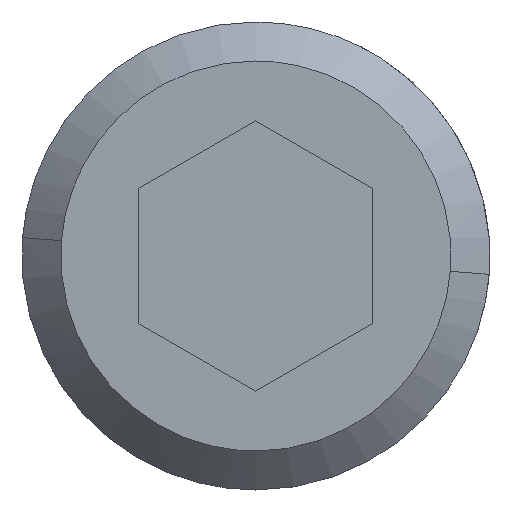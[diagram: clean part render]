
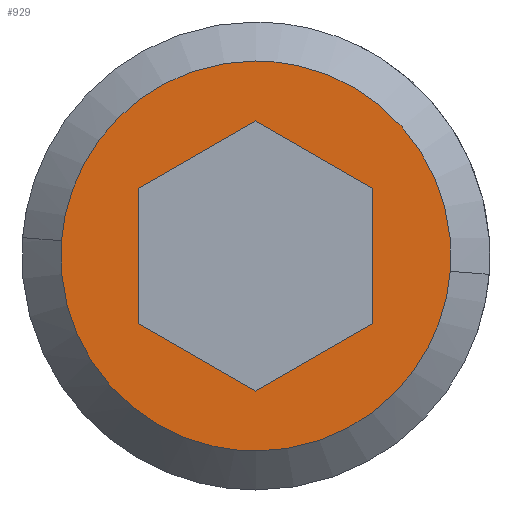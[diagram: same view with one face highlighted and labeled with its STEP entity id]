
A CAD part, front view. The second image highlights one B-rep face of the part: STEP entity #929.
In plain terms, the highlighted free-form (B-spline) face has degree [1, 1] with [2, 2] control points.
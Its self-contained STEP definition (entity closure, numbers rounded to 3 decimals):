
#265=CARTESIAN_POINT('',(2.492,-15.55,-0.196));
#266=VERTEX_POINT('',#265);
#272=CARTESIAN_POINT('',(0.0,-15.55,-2.5));
#273=VERTEX_POINT('',#272);
#274=CARTESIAN_POINT('',(0.0,-15.55,-2.5));
#275=CARTESIAN_POINT('',(2.311,-15.55,-2.5));
#276=CARTESIAN_POINT('',(2.492,-15.55,-0.196));
#284=(BOUNDED_CURVE()B_SPLINE_CURVE(2,(#274,#275,#276),.UNSPECIFIED.,.F.,.U.)B_SPLINE_CURVE_WITH_KNOTS((3,3),(0.0,0.236),.UNSPECIFIED.)CURVE()GEOMETRIC_REPRESENTATION_ITEM()RATIONAL_B_SPLINE_CURVE((1.0,0.723,0.97))REPRESENTATION_ITEM(''));
#285=EDGE_CURVE('',#273,#266,#284,.T.);
#287=CARTESIAN_POINT('',(-2.492,-15.55,0.196));
#288=VERTEX_POINT('',#287);
#289=CARTESIAN_POINT('',(-2.492,-15.55,0.196));
#290=CARTESIAN_POINT('',(-2.5,-15.55,0.098));
#291=CARTESIAN_POINT('',(-2.5,-15.55,0.));
#292=CARTESIAN_POINT('',(-2.5,-15.55,-2.5));
#293=CARTESIAN_POINT('',(0.0,-15.55,-2.5));
#301=(BOUNDED_CURVE()B_SPLINE_CURVE(2,(#289,#290,#291,#292,#293),.UNSPECIFIED.,.F.,.U.)B_SPLINE_CURVE_WITH_KNOTS((3,2,3),(0.736,0.75,1.0),.UNSPECIFIED.)CURVE()GEOMETRIC_REPRESENTATION_ITEM()RATIONAL_B_SPLINE_CURVE((0.97,0.984,1.0,0.707,1.0))REPRESENTATION_ITEM(''));
#302=EDGE_CURVE('',#288,#273,#301,.T.);
#408=CARTESIAN_POINT('',(0.0,-15.55,2.5));
#409=VERTEX_POINT('',#408);
#410=CARTESIAN_POINT('',(0.0,-15.55,2.5));
#411=CARTESIAN_POINT('',(-2.311,-15.55,2.5));
#412=CARTESIAN_POINT('',(-2.492,-15.55,0.196));
#420=(BOUNDED_CURVE()B_SPLINE_CURVE(2,(#410,#411,#412),.UNSPECIFIED.,.F.,.U.)B_SPLINE_CURVE_WITH_KNOTS((3,3),(0.5,0.736),.UNSPECIFIED.)CURVE()GEOMETRIC_REPRESENTATION_ITEM()RATIONAL_B_SPLINE_CURVE((1.0,0.723,0.97))REPRESENTATION_ITEM(''));
#421=EDGE_CURVE('',#409,#288,#420,.T.);
#423=CARTESIAN_POINT('',(2.492,-15.55,-0.196));
#424=CARTESIAN_POINT('',(2.5,-15.55,-0.098));
#425=CARTESIAN_POINT('',(2.5,-15.55,0.));
#426=CARTESIAN_POINT('',(2.5,-15.55,2.5));
#427=CARTESIAN_POINT('',(0.0,-15.55,2.5));
#435=(BOUNDED_CURVE()B_SPLINE_CURVE(2,(#423,#424,#425,#426,#427),.UNSPECIFIED.,.F.,.U.)B_SPLINE_CURVE_WITH_KNOTS((3,2,3),(0.236,0.25,0.5),.UNSPECIFIED.)CURVE()GEOMETRIC_REPRESENTATION_ITEM()RATIONAL_B_SPLINE_CURVE((0.97,0.984,1.0,0.707,1.0))REPRESENTATION_ITEM(''));
#436=EDGE_CURVE('',#266,#409,#435,.T.);
#783=CARTESIAN_POINT('',(1.5,-15.55,0.866));
#784=VERTEX_POINT('',#783);
#785=CARTESIAN_POINT('',(0.0,-15.55,1.732));
#786=VERTEX_POINT('',#785);
#787=CARTESIAN_POINT('',(1.5,-15.55,0.866));
#788=CARTESIAN_POINT('',(0.0,-15.55,1.732));
#789=QUASI_UNIFORM_CURVE('',1,(#787,#788),.UNSPECIFIED.,.F.,.U.);
#790=EDGE_CURVE('',#784,#786,#789,.T.);
#811=CARTESIAN_POINT('',(1.5,-15.55,-0.866));
#812=VERTEX_POINT('',#811);
#813=CARTESIAN_POINT('',(1.5,-15.55,-0.866));
#814=CARTESIAN_POINT('',(1.5,-15.55,0.866));
#815=QUASI_UNIFORM_CURVE('',1,(#813,#814),.UNSPECIFIED.,.F.,.U.);
#816=EDGE_CURVE('',#812,#784,#815,.T.);
#833=CARTESIAN_POINT('',(0.0,-15.55,-1.732));
#834=VERTEX_POINT('',#833);
#835=CARTESIAN_POINT('',(0.0,-15.55,-1.732));
#836=CARTESIAN_POINT('',(1.5,-15.55,-0.866));
#837=QUASI_UNIFORM_CURVE('',1,(#835,#836),.UNSPECIFIED.,.F.,.U.);
#838=EDGE_CURVE('',#834,#812,#837,.T.);
#855=CARTESIAN_POINT('',(-1.5,-15.55,-0.866));
#856=VERTEX_POINT('',#855);
#857=CARTESIAN_POINT('',(-1.5,-15.55,-0.866));
#858=CARTESIAN_POINT('',(0.0,-15.55,-1.732));
#859=QUASI_UNIFORM_CURVE('',1,(#857,#858),.UNSPECIFIED.,.F.,.U.);
#860=EDGE_CURVE('',#856,#834,#859,.T.);
#877=CARTESIAN_POINT('',(-1.5,-15.55,0.866));
#878=VERTEX_POINT('',#877);
#879=CARTESIAN_POINT('',(-1.5,-15.55,0.866));
#880=CARTESIAN_POINT('',(-1.5,-15.55,-0.866));
#881=QUASI_UNIFORM_CURVE('',1,(#879,#880),.UNSPECIFIED.,.F.,.U.);
#882=EDGE_CURVE('',#878,#856,#881,.T.);
#899=CARTESIAN_POINT('',(0.0,-15.55,1.732));
#900=CARTESIAN_POINT('',(-1.5,-15.55,0.866));
#901=QUASI_UNIFORM_CURVE('',1,(#899,#900),.UNSPECIFIED.,.F.,.U.);
#902=EDGE_CURVE('',#786,#878,#901,.T.);
#910=CARTESIAN_POINT('',(-2.749,-15.55,-2.75));
#911=CARTESIAN_POINT('',(-2.749,-15.55,2.75));
#912=CARTESIAN_POINT('',(2.749,-15.55,-2.75));
#913=CARTESIAN_POINT('',(2.749,-15.55,2.75));
#914=B_SPLINE_SURFACE_WITH_KNOTS('',1,1,((#910,#912),(#911,#913)),.UNSPECIFIED.,.F.,.F.,.U.,(2,2),(2,2),(0.0,5.5),(0.0,5.498),.UNSPECIFIED.);
#915=ORIENTED_EDGE('',*,*,#285,.T.);
#916=ORIENTED_EDGE('',*,*,#436,.T.);
#917=ORIENTED_EDGE('',*,*,#421,.T.);
#918=ORIENTED_EDGE('',*,*,#302,.T.);
#919=EDGE_LOOP('',(#915,#916,#917,#918));
#920=FACE_OUTER_BOUND('',#919,.T.);
#921=ORIENTED_EDGE('',*,*,#882,.F.);
#922=ORIENTED_EDGE('',*,*,#902,.F.);
#923=ORIENTED_EDGE('',*,*,#790,.F.);
#924=ORIENTED_EDGE('',*,*,#816,.F.);
#925=ORIENTED_EDGE('',*,*,#838,.F.);
#926=ORIENTED_EDGE('',*,*,#860,.F.);
#927=EDGE_LOOP('',(#921,#922,#923,#924,#925,#926));
#928=FACE_BOUND('',#927,.T.);
#929=ADVANCED_FACE('',(#920,#928),#914,.F.);
